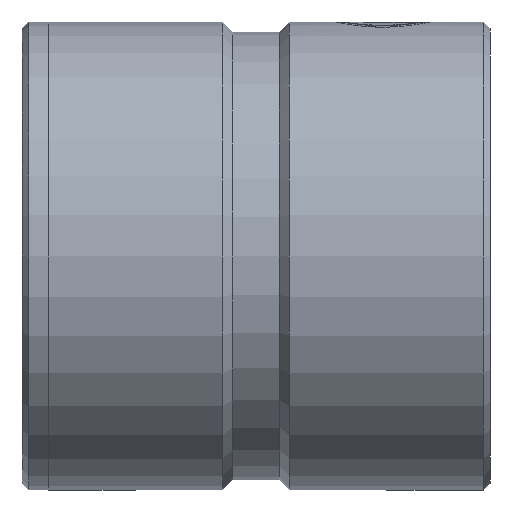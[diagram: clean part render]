
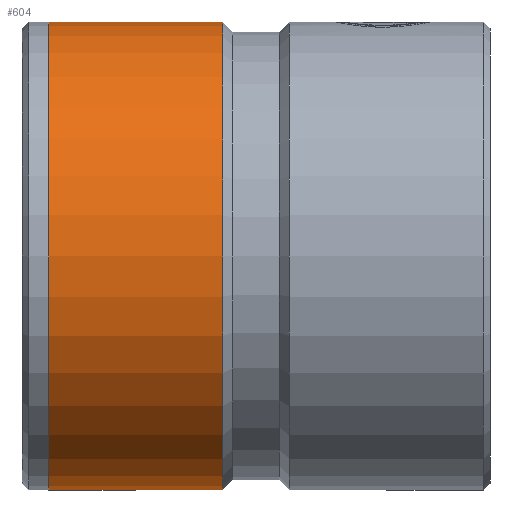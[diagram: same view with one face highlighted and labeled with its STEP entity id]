
A CAD part, left-side view. The second image highlights one B-rep face of the part: STEP entity #604.
In plain terms, the highlighted cylindrical face has radius 35 mm (diameter 70 mm), a partial arc.
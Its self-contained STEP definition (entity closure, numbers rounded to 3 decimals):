
#2 = AXIS2_PLACEMENT_3D ( 'NONE', #137, #1056, #272 ) ;
#24 = DIRECTION ( 'NONE',  ( 0., -1., 0. ) ) ;
#71 = DIRECTION ( 'NONE',  ( 0., 0., -1. ) ) ;
#122 = EDGE_LOOP ( 'NONE', ( #1394, #1600, #867, #234 ) ) ;
#129 = EDGE_CURVE ( 'NONE', #1658, #945, #627, .T. ) ;
#137 = CARTESIAN_POINT ( 'NONE',  ( 0., 66., 0. ) ) ;
#188 = CARTESIAN_POINT ( 'NONE',  ( 0., 66., -35. ) ) ;
#234 = ORIENTED_EDGE ( 'NONE', *, *, #657, .F. ) ;
#241 = AXIS2_PLACEMENT_3D ( 'NONE', #852, #595, #71 ) ;
#272 = DIRECTION ( 'NONE',  ( 0., 0., -1. ) ) ;
#274 = CARTESIAN_POINT ( 'NONE',  ( 0., 40., -35. ) ) ;
#399 = FACE_OUTER_BOUND ( 'NONE', #122, .T. ) ;
#428 = CARTESIAN_POINT ( 'NONE',  ( 0., 66., 35. ) ) ;
#456 = CARTESIAN_POINT ( 'NONE',  ( 0., 0., 35. ) ) ;
#512 = AXIS2_PLACEMENT_3D ( 'NONE', #814, #24, #935 ) ;
#595 = DIRECTION ( 'NONE',  ( 0., -1., 0. ) ) ;
#604 = ADVANCED_FACE ( 'NONE', ( #399 ), #1052, .T. ) ;
#627 = CIRCLE ( 'NONE', #2, 35. ) ;
#648 = VECTOR ( 'NONE', #1515, 1000. ) ;
#657 = EDGE_CURVE ( 'NONE', #1206, #1624, #1646, .T. ) ;
#683 = CARTESIAN_POINT ( 'NONE',  ( 0., 40., 35. ) ) ;
#685 = LINE ( 'NONE', #456, #1655 ) ;
#814 = CARTESIAN_POINT ( 'NONE',  ( 0., 40., 0. ) ) ;
#852 = CARTESIAN_POINT ( 'NONE',  ( 0., 0., 0. ) ) ;
#867 = ORIENTED_EDGE ( 'NONE', *, *, #1478, .T. ) ;
#887 = EDGE_CURVE ( 'NONE', #1658, #1206, #685, .T. ) ;
#935 = DIRECTION ( 'NONE',  ( 0., 0., -1. ) ) ;
#945 = VERTEX_POINT ( 'NONE', #188 ) ;
#1036 = LINE ( 'NONE', #1382, #648 ) ;
#1052 = CYLINDRICAL_SURFACE ( 'NONE', #241, 35. ) ;
#1056 = DIRECTION ( 'NONE',  ( 0., -1., 0. ) ) ;
#1206 = VERTEX_POINT ( 'NONE', #683 ) ;
#1345 = DIRECTION ( 'NONE',  ( 0., -1., 0. ) ) ;
#1382 = CARTESIAN_POINT ( 'NONE',  ( 0., 0., -35. ) ) ;
#1394 = ORIENTED_EDGE ( 'NONE', *, *, #887, .F. ) ;
#1478 = EDGE_CURVE ( 'NONE', #945, #1624, #1036, .T. ) ;
#1515 = DIRECTION ( 'NONE',  ( 0., -1., 0. ) ) ;
#1600 = ORIENTED_EDGE ( 'NONE', *, *, #129, .T. ) ;
#1624 = VERTEX_POINT ( 'NONE', #274 ) ;
#1646 = CIRCLE ( 'NONE', #512, 35. ) ;
#1655 = VECTOR ( 'NONE', #1345, 1000. ) ;
#1658 = VERTEX_POINT ( 'NONE', #428 ) ;
